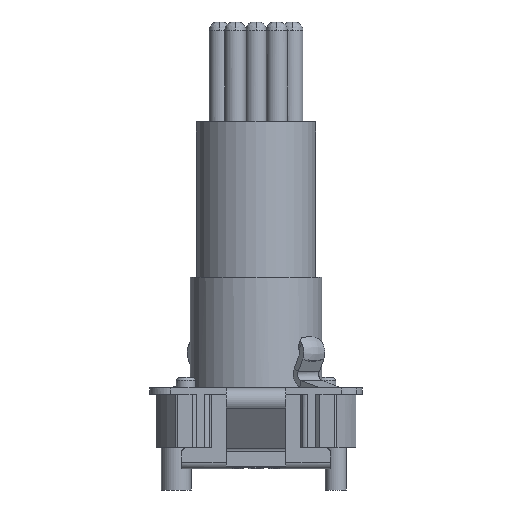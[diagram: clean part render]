
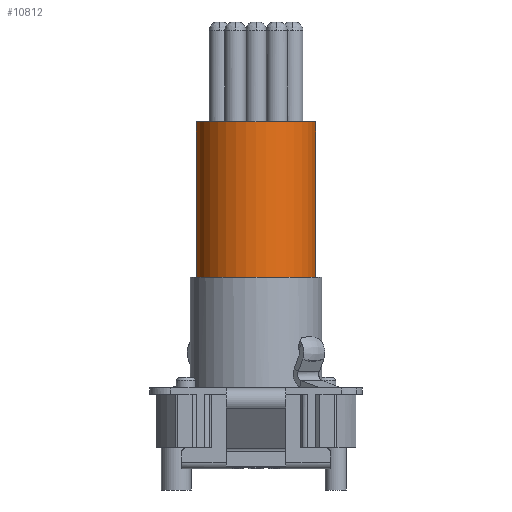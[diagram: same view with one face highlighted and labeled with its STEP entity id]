
A CAD part, front view. The second image highlights one B-rep face of the part: STEP entity #10812.
In plain terms, the highlighted cylindrical face has radius 2.8 mm (diameter 5.6 mm), a partial arc.
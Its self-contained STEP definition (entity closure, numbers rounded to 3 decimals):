
#10093=AXIS2_PLACEMENT_3D('Circle Axis2P3D',#10091,#10092,$) ;
#10756=AXIS2_PLACEMENT_3D('Circle Axis2P3D',#10754,#10755,$) ;
#10804=AXIS2_PLACEMENT_3D('Cylinder Axis2P3D',#10801,#10802,#10803) ;
#10088=CARTESIAN_POINT('Vertex',(2.2,6.054,17.3)) ;
#10091=CARTESIAN_POINT('Axis2P3D Location',(5.,6.054,17.3)) ;
#10095=CARTESIAN_POINT('Vertex',(7.8,6.054,17.3)) ;
#10754=CARTESIAN_POINT('Axis2P3D Location',(5.,6.054,10.)) ;
#10758=CARTESIAN_POINT('Vertex',(2.2,6.054,10.)) ;
#10760=CARTESIAN_POINT('Vertex',(7.8,6.054,10.)) ;
#10779=CARTESIAN_POINT('Line Origine',(7.8,6.054,9.8)) ;
#10784=CARTESIAN_POINT('Line Origine',(2.2,6.054,9.8)) ;
#10801=CARTESIAN_POINT('Axis2P3D Location',(5.,6.054,9.8)) ;
#10092=DIRECTION('Axis2P3D Direction',(0.,0.,-1.)) ;
#10755=DIRECTION('Axis2P3D Direction',(0.,0.,1.)) ;
#10780=DIRECTION('Vector Direction',(0.,0.,1.)) ;
#10785=DIRECTION('Vector Direction',(0.,0.,1.)) ;
#10802=DIRECTION('Axis2P3D Direction',(0.,0.,1.)) ;
#10803=DIRECTION('Axis2P3D XDirection',(-1.,0.,0.)) ;
#10781=VECTOR('Line Direction',#10780,1.) ;
#10786=VECTOR('Line Direction',#10785,1.) ;
#10807=ORIENTED_EDGE('',*,*,#10788,.F.) ;
#10808=ORIENTED_EDGE('',*,*,#10762,.T.) ;
#10809=ORIENTED_EDGE('',*,*,#10783,.F.) ;
#10810=ORIENTED_EDGE('',*,*,#10097,.T.) ;
#10812=ADVANCED_FACE('V1',(#10811),#10805,.T.) ;
#10094=CIRCLE('generated circle',#10093,2.8) ;
#10757=CIRCLE('generated circle',#10756,2.8) ;
#10805=CYLINDRICAL_SURFACE('generated cylinder',#10804,2.8) ;
#10097=EDGE_CURVE('',#10096,#10089,#10094,.T.) ;
#10762=EDGE_CURVE('',#10759,#10761,#10757,.T.) ;
#10783=EDGE_CURVE('',#10096,#10761,#10782,.F.) ;
#10788=EDGE_CURVE('',#10759,#10089,#10787,.T.) ;
#10806=EDGE_LOOP('',(#10807,#10808,#10809,#10810)) ;
#10811=FACE_OUTER_BOUND('',#10806,.T.) ;
#10782=LINE('Line',#10779,#10781) ;
#10787=LINE('Line',#10784,#10786) ;
#10089=VERTEX_POINT('',#10088) ;
#10096=VERTEX_POINT('',#10095) ;
#10759=VERTEX_POINT('',#10758) ;
#10761=VERTEX_POINT('',#10760) ;
